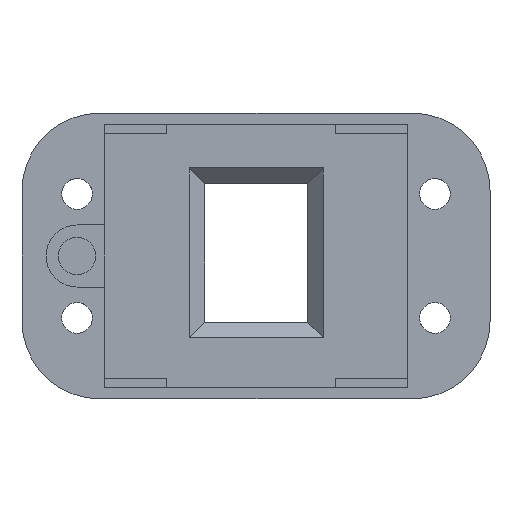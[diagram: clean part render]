
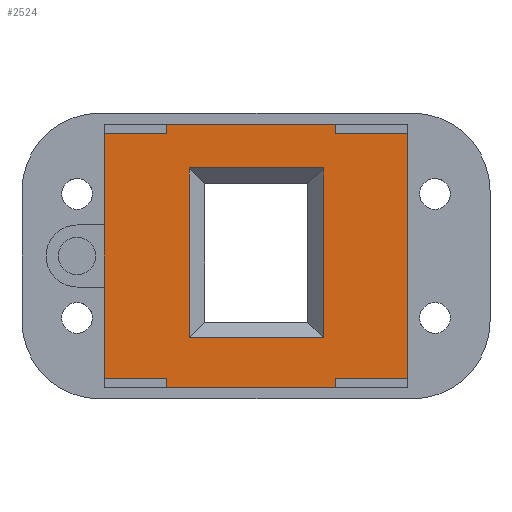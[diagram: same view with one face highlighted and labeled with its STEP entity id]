
A CAD part, left-side view. The second image highlights one B-rep face of the part: STEP entity #2524.
In plain terms, the highlighted planar face has unit normal (-1, 0, 0).
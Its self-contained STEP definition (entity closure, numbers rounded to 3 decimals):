
#141=FACE_BOUND('',#387,.T.);
#166=PLANE('',#2669);
#252=FACE_OUTER_BOUND('',#386,.T.);
#386=EDGE_LOOP('',(#1756,#1757,#1758,#1759,#1760,#1761,#1762,#1763,#1764,
#1765,#1766,#1767,#1768,#1769,#1770,#1771));
#387=EDGE_LOOP('',(#1772,#1773,#1774,#1775));
#544=LINE('',#3608,#794);
#551=LINE('',#3621,#801);
#552=LINE('',#3624,#802);
#553=LINE('',#3626,#803);
#554=LINE('',#3628,#804);
#555=LINE('',#3630,#805);
#556=LINE('',#3632,#806);
#557=LINE('',#3634,#807);
#558=LINE('',#3636,#808);
#559=LINE('',#3638,#809);
#560=LINE('',#3640,#810);
#561=LINE('',#3642,#811);
#562=LINE('',#3644,#812);
#563=LINE('',#3646,#813);
#564=LINE('',#3648,#814);
#565=LINE('',#3649,#815);
#566=LINE('',#3652,#816);
#567=LINE('',#3654,#817);
#568=LINE('',#3656,#818);
#569=LINE('',#3657,#819);
#794=VECTOR('',#2883,10.);
#801=VECTOR('',#2892,10.);
#802=VECTOR('',#2895,10.);
#803=VECTOR('',#2896,10.);
#804=VECTOR('',#2897,10.);
#805=VECTOR('',#2898,10.);
#806=VECTOR('',#2899,10.);
#807=VECTOR('',#2900,10.);
#808=VECTOR('',#2901,10.);
#809=VECTOR('',#2902,10.);
#810=VECTOR('',#2903,10.);
#811=VECTOR('',#2904,10.);
#812=VECTOR('',#2905,10.);
#813=VECTOR('',#2906,10.);
#814=VECTOR('',#2907,10.);
#815=VECTOR('',#2908,10.);
#816=VECTOR('',#2909,10.);
#817=VECTOR('',#2910,10.);
#818=VECTOR('',#2911,10.);
#819=VECTOR('',#2912,10.);
#1094=VERTEX_POINT('',#3605);
#1095=VERTEX_POINT('',#3607);
#1100=VERTEX_POINT('',#3619);
#1101=VERTEX_POINT('',#3623);
#1102=VERTEX_POINT('',#3625);
#1103=VERTEX_POINT('',#3627);
#1104=VERTEX_POINT('',#3629);
#1105=VERTEX_POINT('',#3631);
#1106=VERTEX_POINT('',#3633);
#1107=VERTEX_POINT('',#3635);
#1108=VERTEX_POINT('',#3637);
#1109=VERTEX_POINT('',#3639);
#1110=VERTEX_POINT('',#3641);
#1111=VERTEX_POINT('',#3643);
#1112=VERTEX_POINT('',#3645);
#1113=VERTEX_POINT('',#3647);
#1114=VERTEX_POINT('',#3650);
#1115=VERTEX_POINT('',#3651);
#1116=VERTEX_POINT('',#3653);
#1117=VERTEX_POINT('',#3655);
#1355=EDGE_CURVE('',#1094,#1095,#544,.T.);
#1362=EDGE_CURVE('',#1100,#1094,#551,.T.);
#1363=EDGE_CURVE('',#1101,#1100,#552,.T.);
#1364=EDGE_CURVE('',#1102,#1101,#553,.T.);
#1365=EDGE_CURVE('',#1103,#1102,#554,.T.);
#1366=EDGE_CURVE('',#1103,#1104,#555,.T.);
#1367=EDGE_CURVE('',#1105,#1104,#556,.T.);
#1368=EDGE_CURVE('',#1106,#1105,#557,.T.);
#1369=EDGE_CURVE('',#1107,#1106,#558,.T.);
#1370=EDGE_CURVE('',#1108,#1107,#559,.T.);
#1371=EDGE_CURVE('',#1109,#1108,#560,.T.);
#1372=EDGE_CURVE('',#1110,#1109,#561,.T.);
#1373=EDGE_CURVE('',#1111,#1110,#562,.T.);
#1374=EDGE_CURVE('',#1112,#1111,#563,.T.);
#1375=EDGE_CURVE('',#1113,#1112,#564,.T.);
#1376=EDGE_CURVE('',#1095,#1113,#565,.T.);
#1377=EDGE_CURVE('',#1114,#1115,#566,.T.);
#1378=EDGE_CURVE('',#1115,#1116,#567,.T.);
#1379=EDGE_CURVE('',#1116,#1117,#568,.T.);
#1380=EDGE_CURVE('',#1117,#1114,#569,.T.);
#1756=ORIENTED_EDGE('',*,*,#1355,.F.);
#1757=ORIENTED_EDGE('',*,*,#1362,.F.);
#1758=ORIENTED_EDGE('',*,*,#1363,.F.);
#1759=ORIENTED_EDGE('',*,*,#1364,.F.);
#1760=ORIENTED_EDGE('',*,*,#1365,.F.);
#1761=ORIENTED_EDGE('',*,*,#1366,.T.);
#1762=ORIENTED_EDGE('',*,*,#1367,.F.);
#1763=ORIENTED_EDGE('',*,*,#1368,.F.);
#1764=ORIENTED_EDGE('',*,*,#1369,.F.);
#1765=ORIENTED_EDGE('',*,*,#1370,.F.);
#1766=ORIENTED_EDGE('',*,*,#1371,.F.);
#1767=ORIENTED_EDGE('',*,*,#1372,.F.);
#1768=ORIENTED_EDGE('',*,*,#1373,.F.);
#1769=ORIENTED_EDGE('',*,*,#1374,.F.);
#1770=ORIENTED_EDGE('',*,*,#1375,.F.);
#1771=ORIENTED_EDGE('',*,*,#1376,.F.);
#1772=ORIENTED_EDGE('',*,*,#1377,.T.);
#1773=ORIENTED_EDGE('',*,*,#1378,.T.);
#1774=ORIENTED_EDGE('',*,*,#1379,.T.);
#1775=ORIENTED_EDGE('',*,*,#1380,.T.);
#2524=ADVANCED_FACE('',(#252,#141),#166,.F.);
#2669=AXIS2_PLACEMENT_3D('',#3622,#2893,#2894);
#2883=DIRECTION('',(0.,1.,0.));
#2892=DIRECTION('',(0.,0.,-1.));
#2893=DIRECTION('center_axis',(1.,0.,0.));
#2894=DIRECTION('ref_axis',(0.,0.,1.));
#2895=DIRECTION('',(0.,-1.,0.));
#2896=DIRECTION('',(0.,0.,-1.));
#2897=DIRECTION('',(0.,-1.,0.));
#2898=DIRECTION('',(0.,0.,1.));
#2899=DIRECTION('',(0.,-1.,0.));
#2900=DIRECTION('',(0.,0.,1.));
#2901=DIRECTION('',(0.,-1.,0.));
#2902=DIRECTION('',(0.,0.,1.));
#2903=DIRECTION('',(0.,1.,0.));
#2904=DIRECTION('',(0.,0.,1.));
#2905=DIRECTION('',(0.,1.,0.));
#2906=DIRECTION('',(0.,0.,-1.));
#2907=DIRECTION('',(0.,1.,0.));
#2908=DIRECTION('',(0.,0.,-1.));
#2909=DIRECTION('',(0.,0.,-1.));
#2910=DIRECTION('',(0.,1.,0.));
#2911=DIRECTION('',(0.,0.,1.));
#2912=DIRECTION('',(0.,-1.,0.));
#3605=CARTESIAN_POINT('',(-30.226,-5.539,-15.317));
#3607=CARTESIAN_POINT('',(-30.226,-4.539,-15.317));
#3608=CARTESIAN_POINT('',(-30.226,3.719,-15.317));
#3619=CARTESIAN_POINT('',(-30.226,-5.539,-4.317));
#3621=CARTESIAN_POINT('',(-30.226,-5.539,-14.228));
#3622=CARTESIAN_POINT('Origin',(-30.226,22.621,-18.389));
#3623=CARTESIAN_POINT('',(-30.226,-4.539,-4.317));
#3624=CARTESIAN_POINT('',(-30.226,8.541,-4.317));
#3625=CARTESIAN_POINT('',(-30.226,-4.539,5.921));
#3626=CARTESIAN_POINT('',(-30.226,-4.539,-22.279));
#3627=CARTESIAN_POINT('',(-30.226,4.8,5.921));
#3628=CARTESIAN_POINT('',(-30.226,8.541,5.921));
#3629=CARTESIAN_POINT('',(-30.226,4.8,7.176));
#3630=CARTESIAN_POINT('',(-30.226,4.8,5.921));
#3631=CARTESIAN_POINT('',(-30.226,26.6,7.176));
#3632=CARTESIAN_POINT('',(-30.226,-4.539,7.176));
#3633=CARTESIAN_POINT('',(-30.226,26.6,5.921));
#3634=CARTESIAN_POINT('',(-30.226,26.6,5.921));
#3635=CARTESIAN_POINT('',(-30.226,34.6,5.921));
#3636=CARTESIAN_POINT('',(-30.226,8.541,5.921));
#3637=CARTESIAN_POINT('',(-30.226,34.6,-25.569));
#3638=CARTESIAN_POINT('',(-30.226,34.6,-26.169));
#3639=CARTESIAN_POINT('',(-30.226,26.6,-25.569));
#3640=CARTESIAN_POINT('',(-30.226,27.611,-25.569));
#3641=CARTESIAN_POINT('',(-30.226,26.6,-26.824));
#3642=CARTESIAN_POINT('',(-30.226,26.6,-25.569));
#3643=CARTESIAN_POINT('',(-30.226,4.8,-26.824));
#3644=CARTESIAN_POINT('',(-30.226,16.66,-26.824));
#3645=CARTESIAN_POINT('',(-30.226,4.8,-25.569));
#3646=CARTESIAN_POINT('',(-30.226,4.8,-21.979));
#3647=CARTESIAN_POINT('',(-30.226,-4.539,-25.569));
#3648=CARTESIAN_POINT('',(-30.226,11.711,-25.569));
#3649=CARTESIAN_POINT('',(-30.226,-4.539,-17.103));
#3650=CARTESIAN_POINT('',(-30.226,6.321,1.531));
#3651=CARTESIAN_POINT('',(-30.226,6.321,-20.389));
#3652=CARTESIAN_POINT('',(-30.226,6.321,-10.319));
#3653=CARTESIAN_POINT('',(-30.226,23.621,-20.389));
#3654=CARTESIAN_POINT('',(-30.226,23.596,-20.389));
#3655=CARTESIAN_POINT('',(-30.226,23.621,1.531));
#3656=CARTESIAN_POINT('',(-30.226,23.621,-18.389));
#3657=CARTESIAN_POINT('',(-30.226,12.011,1.531));
